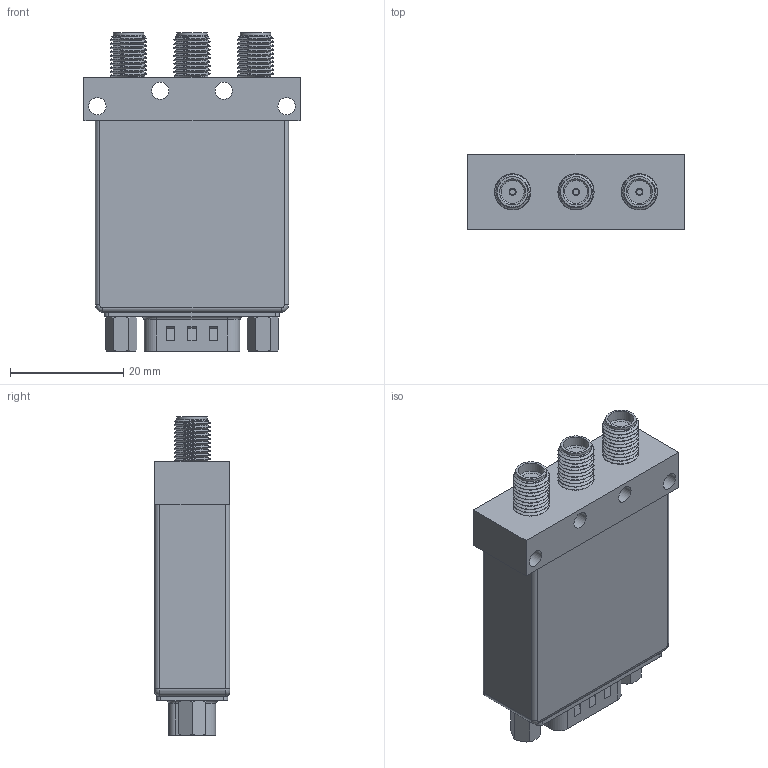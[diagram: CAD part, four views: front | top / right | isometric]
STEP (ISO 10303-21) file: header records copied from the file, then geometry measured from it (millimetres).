
FILE_DESCRIPTION (( 'STEP AP203' ), '1' );
FILE_NAME ('PE71S6352_3D.step', '2021-09-02T18:37:52', ( '' ), ( '' ), 'SwSTEP 2.0', 'SolidWorks 2021', '' );
FILE_SCHEMA (( 'CONFIG_CONTROL_DESIGN' ));
Products named in the file (1): PE71S6352_3D
Bounding box: 38.1 x 13.26 x 56.18 mm (x, y, z)
Volume: 19733.4 mm3; surface area: 9166 mm2
Topology: 2 solids, 12 shells, 1103 faces, 2924 edges, 1925 vertices
Faces by surface type: plane 601, bspline 285, cylinder 149, cone 34, sphere 18, torus 16
Full cylindrical faces by diameter (mm): 0.387 x1, 0.397 x1, 0.508 x9, 1.016 x12, 1.27 x3, 2.184 x2, 3.048 x5, 3.556 x1, 4.572 x3, 5.385 x3
Entity records: 49843 total; most frequent: CARTESIAN_POINT 24800, ORIENTED_EDGE 5588, DIRECTION 4155, EDGE_CURVE 2794, VERTEX_POINT 1881, VECTOR 1811, LINE 1811, EDGE_LOOP 1279
